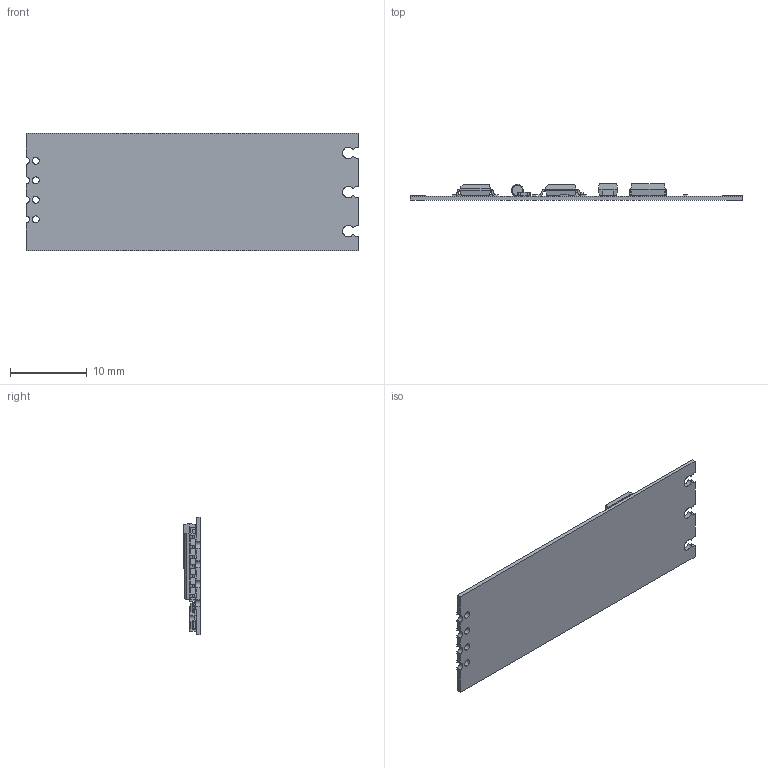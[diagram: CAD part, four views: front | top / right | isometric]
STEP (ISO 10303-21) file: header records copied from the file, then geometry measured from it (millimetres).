
FILE_DESCRIPTION(('eMachineShop Model'),'2;1');
FILE_NAME('HW-0519_1749756162.214.step', '2024-10-21T12:52:25',('eMachineShop'),('eMachineShop'), 'eMachineShop','eMachineShop','Unknown');
FILE_SCHEMA(('AUTOMOTIVE_DESIGN { 1 0 10303 214 1 1 1 1 }'));
Length unit declared in the file: millimetre
Products named in the file (58): eMachineShop; eMachineShop.1; eMachineShop.1.1; eMachineShop.1.2; eMachineShop.1.3; eMachineShop.1.4; eMachineShop.1.5; eMachineShop.1.6; eMachineShop.1.7; eMachineShop.1.8; eMachineShop.1.9; eMachineShop.1.10; eMachineShop.1.11; eMachineShop.1.12; eMachineShop.1.13; eMachineShop.1.14; eMachineShop.1.15; eMachineShop.1.16; eMachineShop.1.17; eMachineShop.1.18; eMachineShop.1.19; eMachineShop.1.20; eMachineShop.1.21; eMachineShop.1.22; eMachineShop.1.23; eMachineShop.1.24; eMachineShop.1.25; eMachineShop.1.26; eMachineShop.1.27; eMachineShop.1.28; eMachineShop.1.29; eMachineShop.1.30; eMachineShop.1.31; eMachineShop.1.32; eMachineShop.1.33; eMachineShop.1.34; eMachineShop.2; eMachineShop.3; eMachineShop.4; eMachineShop.7 ...
Assembly tree (69 placements, depth 3):
  eMachineShop
    eMachineShop.1
      eMachineShop.1.1
      eMachineShop.1.2
      eMachineShop.1.3
      eMachineShop.1.4
      eMachineShop.1.5
      eMachineShop.1.6
      eMachineShop.1.7
      eMachineShop.1.8
      eMachineShop.1.9
      eMachineShop.1.10
      eMachineShop.1.11
      eMachineShop.1.12
      eMachineShop.1.13
      eMachineShop.1.14
      eMachineShop.1.15
      eMachineShop.1.16
      eMachineShop.1.17
      eMachineShop.1.18
      eMachineShop.1.19
      eMachineShop.1.20
      eMachineShop.1.21
      eMachineShop.1.22
      eMachineShop.1.23
      eMachineShop.1.24
      eMachineShop.1.25
      eMachineShop.1.26
      eMachineShop.1.27
      eMachineShop.1.28
      eMachineShop.1.29
      eMachineShop.1.30
      eMachineShop.1.31
      eMachineShop.1.32
      eMachineShop.1.33
      eMachineShop.1.34
    eMachineShop.2
    eMachineShop.3
    eMachineShop.4  x3
    eMachineShop.7  x2
    eMachineShop.9  x2
    eMachineShop.11  x8
    eMachineShop.19  x2
    eMachineShop.21
      eMachineShop.21.1
      eMachineShop.21.2
      eMachineShop.21.3
      eMachineShop.21.4
      eMachineShop.21.5
      eMachineShop.21.6
      eMachineShop.21.7
      eMachineShop.21.8
      eMachineShop.21.9
      eMachineShop.21.10
      eMachineShop.21.11
      eMachineShop.21.12
      eMachineShop.21.13
      eMachineShop.21.14
Bounding box: 43.18 x 2.15 x 15.24 mm (x, y, z)
Volume: 478.6 mm3; surface area: 1875 mm2
Topology: 20 solids, 34 shells, 1076 faces, 2870 edges, 1913 vertices
Faces by surface type: bspline 1075, revolution 1
Entity records: 45286 total; most frequent: CARTESIAN_POINT 20690, ORIENTED_EDGE 2934, PCURVE 2934, DEFINITIONAL_REPRESENTATION 2934, DIRECTION 2359, LINE 2176, VECTOR 2176, B_SPLINE_CURVE_WITH_KNOTS 1871
